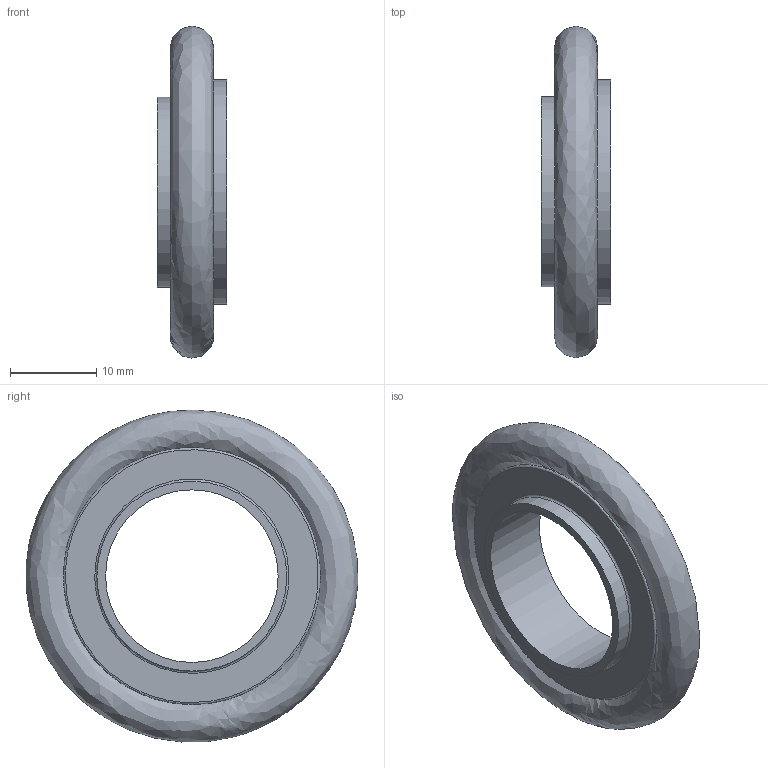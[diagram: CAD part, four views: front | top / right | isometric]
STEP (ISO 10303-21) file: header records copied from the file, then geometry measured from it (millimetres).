
FILE_DESCRIPTION (( 'STEP AP214' ), '1' );
FILE_NAME ('FULLVAC AA1KF2520.STEP', '2018-07-12T14:49:27', ( '' ), ( '' ), 'SwSTEP 2.0', 'SolidWorks 2017', '' );
FILE_SCHEMA (( 'AUTOMOTIVE_DESIGN' ));
Length unit declared in the file: millimetre
Products named in the file (3): 2^FULLVAC AA1KF2520; FULLVAC AA1KF2520; 1^FULLVAC AA1KF2520
Assembly tree (2 placements, depth 2):
  FULLVAC AA1KF2520
    1^FULLVAC AA1KF2520
    2^FULLVAC AA1KF2520
Bounding box: 8 x 38.43 x 38.46 mm (x, y, z)
Volume: 3995.7 mm3; surface area: 3549.9 mm2
Topology: 2 solids, 2 shells, 13 faces, 26 edges, 17 vertices
Faces by surface type: bspline 6, plane 4, cylinder 3
Full cylindrical faces by diameter (mm): 20 x1, 22 x1, 26 x1
Entity records: 2326 total; most frequent: CARTESIAN_POINT 1893, DIRECTION 40, ORIENTED_EDGE 24, EDGE_LOOP 24, UNCERTAINTY_MEASURE_WITH_UNIT 20, FACE_OUTER_BOUND 20, AXIS2_PLACEMENT_3D 20, PRESENTATION_LAYER_ASSIGNMENT 17
